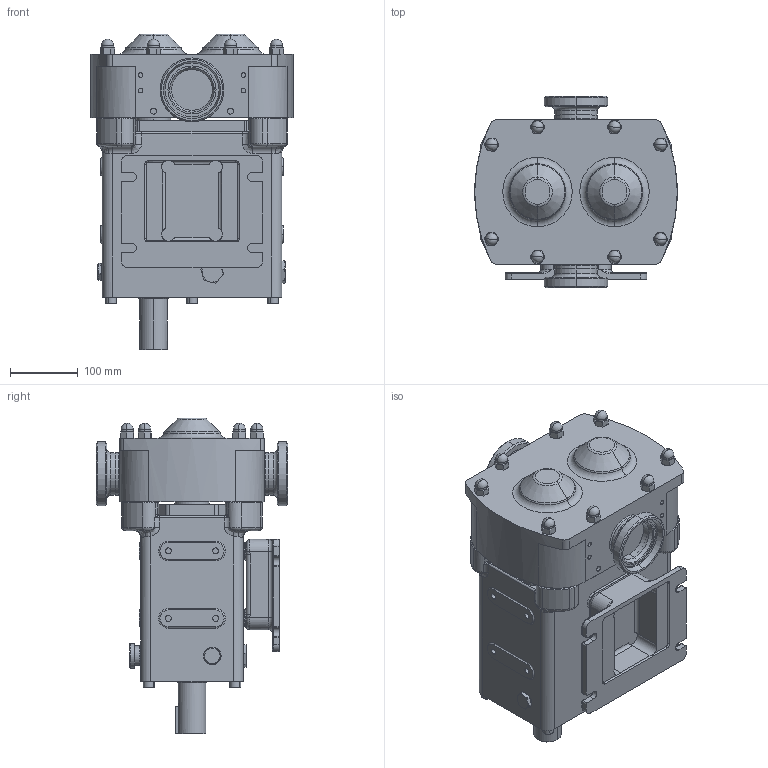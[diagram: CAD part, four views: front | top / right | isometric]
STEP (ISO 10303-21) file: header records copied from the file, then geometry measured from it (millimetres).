
FILE_DESCRIPTION (( 'STEP AP214' ), '1' );
FILE_NAME ('GA4441.STEP', '2024-11-06T21:46:44', ( '' ), ( '' ), 'SwSTEP 2.0', 'SolidWorks 2023', '' );
FILE_SCHEMA (( 'AUTOMOTIVE_DESIGN' ));
Length unit declared in the file: millimetre
Products named in the file (3): Copy of Z94-5031-44 - 2.5 INCH DIN11851^GA4441; GA4441; Copy of R0600 CPP V LHD^GA4441
Assembly tree (3 placements, depth 2):
  GA4441
    Copy of R0600 CPP V LHD^GA4441
    Copy of Z94-5031-44 - 2.5 INCH DIN11851^GA4441  x2
Bounding box: 300 x 284 x 467.7 mm (x, y, z)
Volume: 17304035.4 mm3; surface area: 699629.7 mm2
Topology: 3 solids, 3 shells, 941 faces, 2243 edges, 1327 vertices
Faces by surface type: plane 292, cylinder 287, cone 172, torus 100, bspline 66, sphere 24
Entity records: 29838 total; most frequent: CARTESIAN_POINT 9102, DIRECTION 4482, ORIENTED_EDGE 4254, EDGE_CURVE 2127, AXIS2_PLACEMENT_3D 1829, VERTEX_POINT 1279, EDGE_LOOP 988, CIRCLE 975
